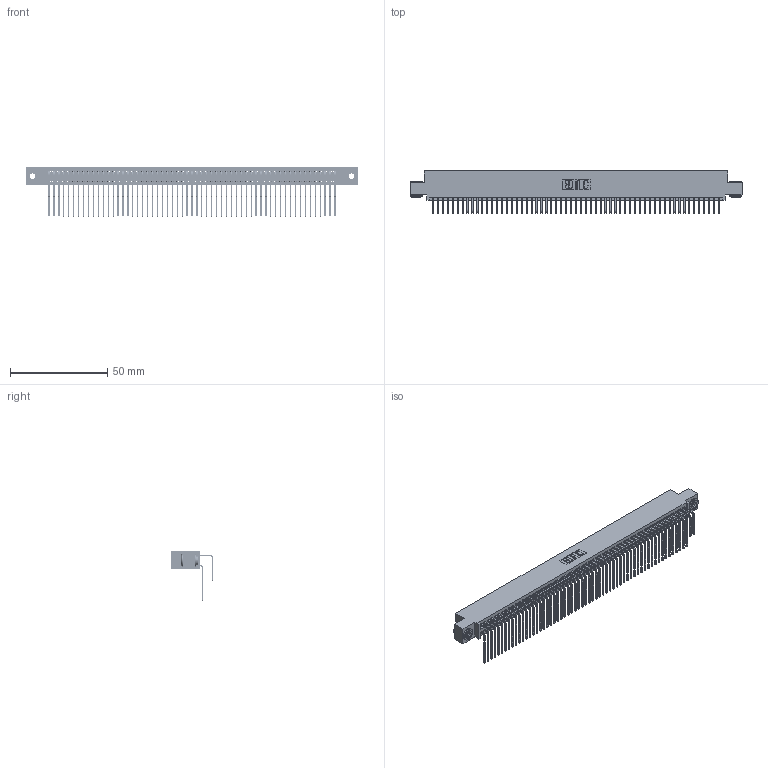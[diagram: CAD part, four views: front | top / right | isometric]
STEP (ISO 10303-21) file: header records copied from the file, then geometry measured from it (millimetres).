
FILE_DESCRIPTION (( 'STEP AP203' ), '1' );
FILE_NAME ('395-118-558-503.STEP', '2018-12-02T10:53:25', ( '' ), ( '' ), 'SwSTEP 2.0', 'SolidWorks 2016', '' );
FILE_SCHEMA (( 'CONFIG_CONTROL_DESIGN' ));
Length unit declared in the file: inch
Products named in the file (5): 345-292-001_558 Tail - 2; 345 Part_0.110 Offset - 0.156 Dia-TH; 395-118-558-503; 345-292-001_558 559 Tail - 1; 345-250-002_345-250-002-102
Assembly tree (121 placements, depth 2):
  395-118-558-503
    345 Part_0.110 Offset - 0.156 Dia-TH
    345-292-001_558 559 Tail - 1  x59
    345-292-001_558 Tail - 2  x59
    345-250-002_345-250-002-102  x2
Bounding box: 171.07 x 21.83 x 25.53 mm (x, y, z)
Volume: 17402.4 mm3; surface area: 29551.5 mm2
Topology: 121 solids, 121 shells, 6304 faces, 18719 edges, 12318 vertices
Faces by surface type: plane 4224, cylinder 2072, cone 8
Entity records: 46438 total; most frequent: CARTESIAN_POINT 7790, ORIENTED_EDGE 7666, DIRECTION 6851, EDGE_CURVE 3833, VECTOR 3401, LINE 3401, VERTEX_POINT 2550, AXIS2_PLACEMENT_3D 1725
